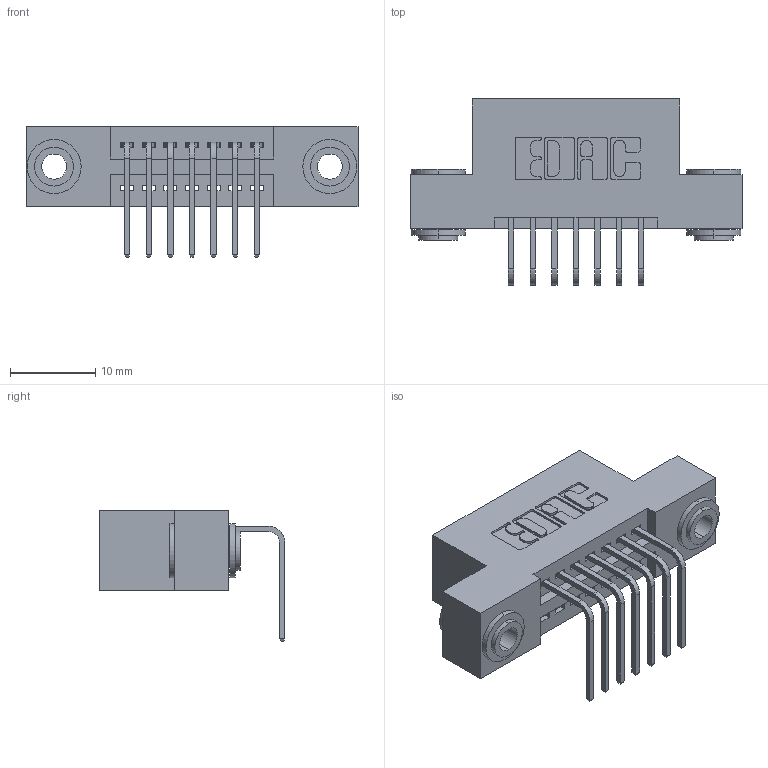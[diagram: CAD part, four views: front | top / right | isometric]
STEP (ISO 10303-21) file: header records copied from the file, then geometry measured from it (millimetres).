
FILE_DESCRIPTION (( 'STEP AP203' ), '1' );
FILE_NAME ('345-007-558-103.STEP', '2018-08-17T02:41:45', ( '' ), ( '' ), 'SwSTEP 2.0', 'SolidWorks 2016', '' );
FILE_SCHEMA (( 'CONFIG_CONTROL_DESIGN' ));
Length unit declared in the file: inch
Products named in the file (4): 345 Part_Flush Mounting Lugs - 0.156 Dia-TH; 345-292-001_558 Tail - 2; 345-250-002_345-250-002-102; 345-007-558-103
Assembly tree (10 placements, depth 2):
  345-007-558-103
    345 Part_Flush Mounting Lugs - 0.156 Dia-TH
    345-292-001_558 Tail - 2  x7
    345-250-002_345-250-002-102  x2
Bounding box: 38.99 x 21.83 x 15.37 mm (x, y, z)
Volume: 3459.2 mm3; surface area: 4472.8 mm2
Topology: 10 solids, 10 shells, 584 faces, 1691 edges, 1114 vertices
Faces by surface type: plane 384, cylinder 192, cone 8
Entity records: 10714 total; most frequent: CARTESIAN_POINT 1836, ORIENTED_EDGE 1770, DIRECTION 1685, EDGE_CURVE 885, LINE 701, VECTOR 701, VERTEX_POINT 586, AXIS2_PLACEMENT_3D 492
